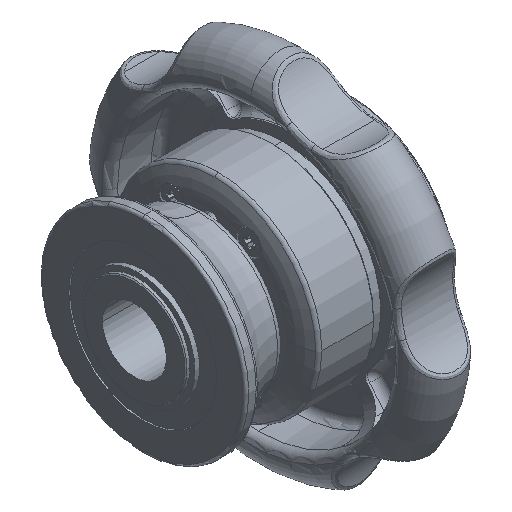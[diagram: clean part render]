
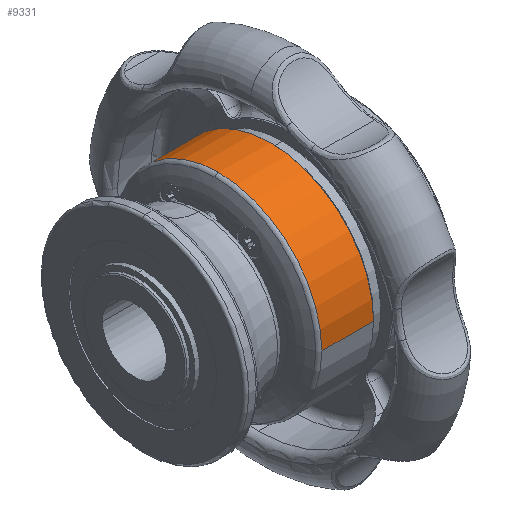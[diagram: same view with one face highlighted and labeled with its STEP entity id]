
A CAD part, isometric view. The second image highlights one B-rep face of the part: STEP entity #9331.
In plain terms, the highlighted cylindrical face has radius 26 mm (diameter 52 mm), a partial arc.
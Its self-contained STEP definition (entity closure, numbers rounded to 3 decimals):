
#64 = EDGE_CURVE ( 'NONE', #42093, #18974, #20846, .T. ) ;
#903 = CIRCLE ( 'NONE', #8063, 26. ) ;
#946 = CARTESIAN_POINT ( 'NONE',  ( 1.4, 26., 0. ) ) ;
#2725 = DIRECTION ( 'NONE',  ( 0., 1., 0. ) ) ;
#4557 = CARTESIAN_POINT ( 'NONE',  ( -11.658, 26., 0. ) ) ;
#5396 = DIRECTION ( 'NONE',  ( 1., 0., 0. ) ) ;
#7936 = ORIENTED_EDGE ( 'NONE', *, *, #14044, .F. ) ;
#8063 = AXIS2_PLACEMENT_3D ( 'NONE', #9736, #14170, #43937 ) ;
#8156 = EDGE_CURVE ( 'NONE', #31676, #38840, #48164, .T. ) ;
#8872 = DIRECTION ( 'NONE',  ( -1., 0., 0. ) ) ;
#8887 = CARTESIAN_POINT ( 'NONE',  ( 80.945, 26., 0. ) ) ;
#9331 = ADVANCED_FACE ( 'NONE', ( #16979 ), #41675, .T. ) ;
#9736 = CARTESIAN_POINT ( 'NONE',  ( 1.4, 0., 0. ) ) ;
#14044 = EDGE_CURVE ( 'NONE', #42093, #57384, #48035, .T. ) ;
#14170 = DIRECTION ( 'NONE',  ( 1., 0., 0. ) ) ;
#15395 = ORIENTED_EDGE ( 'NONE', *, *, #49183, .F. ) ;
#15417 = CARTESIAN_POINT ( 'NONE',  ( -11.658, -26., 0. ) ) ;
#16979 = FACE_OUTER_BOUND ( 'NONE', #54850, .T. ) ;
#18974 = VERTEX_POINT ( 'NONE', #51895 ) ;
#20533 = DIRECTION ( 'NONE',  ( 1., 0., 0. ) ) ;
#20846 = LINE ( 'NONE', #25286, #39056 ) ;
#21689 = AXIS2_PLACEMENT_3D ( 'NONE', #23836, #57421, #33011 ) ;
#23836 = CARTESIAN_POINT ( 'NONE',  ( -11.658, 0., 0. ) ) ;
#25286 = CARTESIAN_POINT ( 'NONE',  ( 80.945, -26., 0. ) ) ;
#27718 = DIRECTION ( 'NONE',  ( 1., 0., 0. ) ) ;
#28406 = ORIENTED_EDGE ( 'NONE', *, *, #38710, .F. ) ;
#29573 = AXIS2_PLACEMENT_3D ( 'NONE', #55327, #27718, #2725 ) ;
#31676 = VERTEX_POINT ( 'NONE', #4557 ) ;
#33011 = DIRECTION ( 'NONE',  ( 0., 0., 1. ) ) ;
#33559 = DIRECTION ( 'NONE',  ( 0., 0., 1. ) ) ;
#38710 = EDGE_CURVE ( 'NONE', #57384, #31676, #58648, .T. ) ;
#38840 = VERTEX_POINT ( 'NONE', #946 ) ;
#39056 = VECTOR ( 'NONE', #20533, 1000. ) ;
#39400 = AXIS2_PLACEMENT_3D ( 'NONE', #43073, #8872, #33559 ) ;
#41675 = CYLINDRICAL_SURFACE ( 'NONE', #29573, 26. ) ;
#42093 = VERTEX_POINT ( 'NONE', #15417 ) ;
#43073 = CARTESIAN_POINT ( 'NONE',  ( -11.658, 0., 0. ) ) ;
#43207 = ORIENTED_EDGE ( 'NONE', *, *, #8156, .F. ) ;
#43937 = DIRECTION ( 'NONE',  ( 0., -1., 0. ) ) ;
#47898 = CARTESIAN_POINT ( 'NONE',  ( -11.658, 0., 26. ) ) ;
#48035 = CIRCLE ( 'NONE', #21689, 26. ) ;
#48164 = LINE ( 'NONE', #8887, #49848 ) ;
#49183 = EDGE_CURVE ( 'NONE', #38840, #18974, #903, .T. ) ;
#49848 = VECTOR ( 'NONE', #5396, 1000. ) ;
#51895 = CARTESIAN_POINT ( 'NONE',  ( 1.4, -26., 0. ) ) ;
#53960 = ORIENTED_EDGE ( 'NONE', *, *, #64, .T. ) ;
#54850 = EDGE_LOOP ( 'NONE', ( #7936, #53960, #15395, #43207, #28406 ) ) ;
#55327 = CARTESIAN_POINT ( 'NONE',  ( 80.945, 0., 0. ) ) ;
#57384 = VERTEX_POINT ( 'NONE', #47898 ) ;
#57421 = DIRECTION ( 'NONE',  ( -1., 0., 0. ) ) ;
#58648 = CIRCLE ( 'NONE', #39400, 26. ) ;
